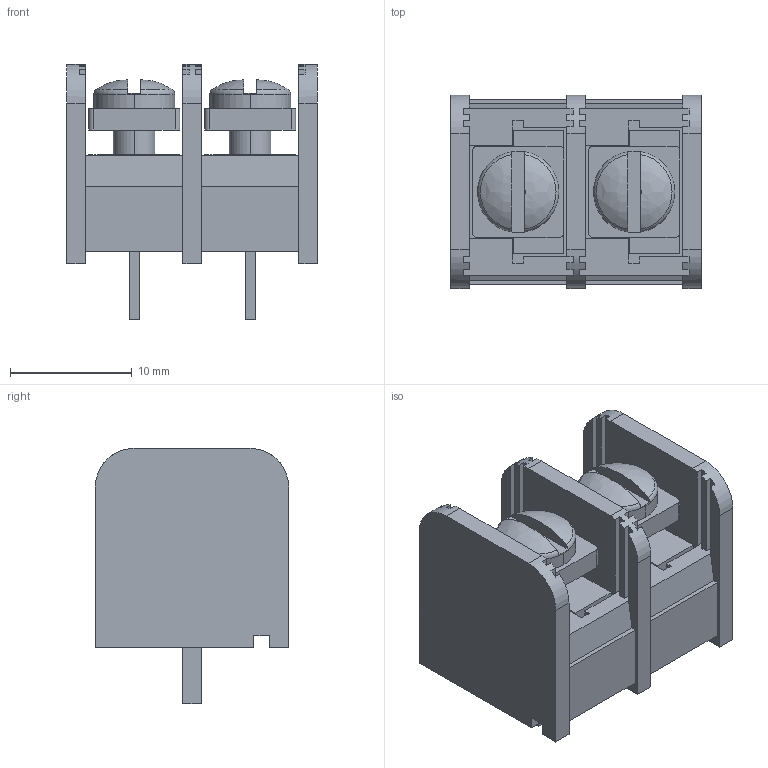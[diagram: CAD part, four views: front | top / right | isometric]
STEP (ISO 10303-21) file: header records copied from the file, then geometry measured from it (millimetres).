
FILE_DESCRIPTION((''),'2;1');
FILE_NAME('C-3-1437664-0','2009-06-08T',('workeradm'),(''),'PRO/ENGINEER BY PARAMETRIC TECHNOLOGY CORPORATION, 2008380','PRO/ENGINEER BY PARAMETRIC TECHNOLOGY CORPORATION, 2008380','');
FILE_SCHEMA(('AUTOMOTIVE_DESIGN { 1 0 10303 214 1 1 1 1 }'));
Length unit declared in the file: millimetre
Products named in the file (1): C-3-1437664-0
Bounding box: 20.6 x 15.88 x 20.95 mm (x, y, z)
Volume: 3379.7 mm3; surface area: 2785.8 mm2
Topology: 1 solids, 1 shells, 214 faces, 590 edges, 388 vertices
Faces by surface type: plane 180, cylinder 26, torus 4, bspline 4
Entity records: 7028 total; most frequent: CARTESIAN_POINT 1479, ORIENTED_EDGE 1180, DIRECTION 1098, EDGE_CURVE 590, VECTOR 470, LINE 470, VERTEX_POINT 388, AXIS2_PLACEMENT_3D 314
